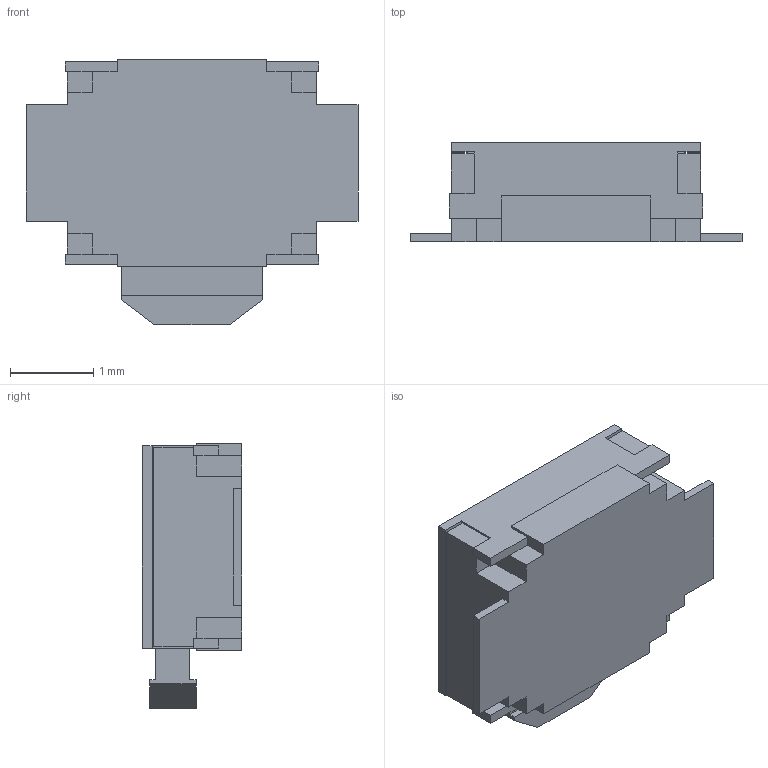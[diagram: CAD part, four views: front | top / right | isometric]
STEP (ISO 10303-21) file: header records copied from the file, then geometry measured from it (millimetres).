
FILE_DESCRIPTION(('FreeCAD Model'),'2;1');
FILE_NAME('Cut.step','2017-03-23T15:36:27',( 'kicad StepUp'),('ksu MCAD'),'Open CASCADE STEP processor 6.8', 'FreeCAD','Unknown');
FILE_SCHEMA(('AUTOMOTIVE_DESIGN_CC2 { 1 2 10303 214 -1 1 5 4 }'));
Length unit declared in the file: millimetre
Products named in the file (1): Cut
Bounding box: 4 x 1.2 x 3.2 mm (x, y, z)
Volume: 9.1 mm3; surface area: 38.2 mm2
Topology: 1 solids, 1 shells, 89 faces, 254 edges, 168 vertices
Faces by surface type: plane 89
Entity records: 2857 total; most frequent: CARTESIAN_POINT 512, ORIENTED_EDGE 508, DIRECTION 434, EDGE_CURVE 254, LINE 254, VECTOR 254, VERTEX_POINT 168, AXIS2_PLACEMENT_3D 90
